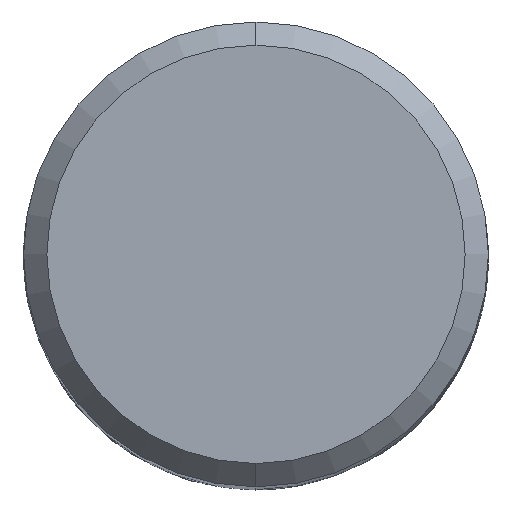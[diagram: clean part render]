
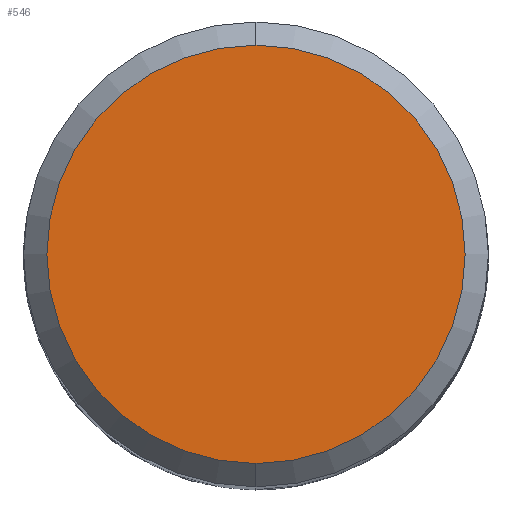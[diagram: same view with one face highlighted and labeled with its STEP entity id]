
A CAD part, top view. The second image highlights one B-rep face of the part: STEP entity #546.
In plain terms, the highlighted planar face has unit normal (0, 0, 1).
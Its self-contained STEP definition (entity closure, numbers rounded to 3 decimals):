
#546=ADVANCED_FACE('',(#1399),#1400,.T.);
#642=EDGE_CURVE('',#712,#1210,#1504,.T.);
#712=VERTEX_POINT('',#1582);
#1076=EDGE_CURVE('',#1210,#712,#1976,.T.);
#1210=VERTEX_POINT('',#2121);
#1399=FACE_OUTER_BOUND('',#3261,.T.);
#1400=PLANE('',#3262);
#1504=CIRCLE('',#4023,7.2);
#1582=CARTESIAN_POINT('',(0.0,7.2,0.0));
#1976=CIRCLE('',#6498,7.2);
#2121=CARTESIAN_POINT('',(0.,-7.2,0.0));
#3261=EDGE_LOOP('',(#7443,#7444));
#3262=AXIS2_PLACEMENT_3D('',#7445,#7446,#7447);
#4023=AXIS2_PLACEMENT_3D('',#7582,#7583,#7584);
#6498=AXIS2_PLACEMENT_3D('',#8075,#8076,#8077);
#7443=ORIENTED_EDGE('',*,*,#642,.F.);
#7444=ORIENTED_EDGE('',*,*,#1076,.F.);
#7445=CARTESIAN_POINT('',(0.0,3.6,0.0));
#7446=DIRECTION('',(-0.0,0.0,1.0));
#7447=DIRECTION('',(0.0,-1.0,0.0));
#7582=CARTESIAN_POINT('',(0.0,0.0,0.0));
#7583=DIRECTION('',(0.0,0.0,-1.0));
#7584=DIRECTION('',(0.0,1.0,0.0));
#8075=CARTESIAN_POINT('',(0.0,0.0,0.0));
#8076=DIRECTION('',(0.0,0.0,-1.0));
#8077=DIRECTION('',(0.0,1.0,0.0));
